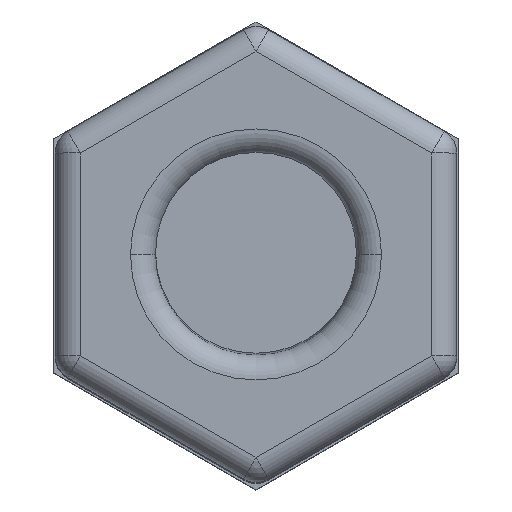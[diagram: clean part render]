
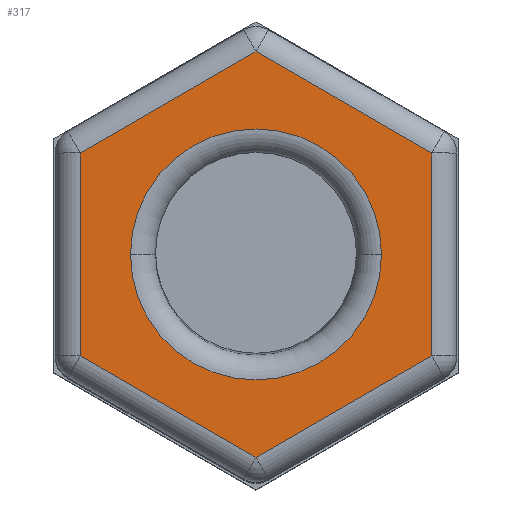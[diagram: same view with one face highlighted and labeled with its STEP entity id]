
A CAD part, top view. The second image highlights one B-rep face of the part: STEP entity #317.
In plain terms, the highlighted planar face has unit normal (0, 0, 1).
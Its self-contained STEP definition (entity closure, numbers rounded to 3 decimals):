
#94 = ORIENTED_EDGE ( 'NONE', *, *, #98, .T. ) ;
#98 = EDGE_CURVE ( 'NONE', #239, #1002, #1846, .T. ) ;
#173 = FACE_OUTER_BOUND ( 'NONE', #2478, .T. ) ;
#178 = VECTOR ( 'NONE', #698, 1000. ) ;
#225 = PLANE ( 'NONE',  #371 ) ;
#227 = VERTEX_POINT ( 'NONE', #324 ) ;
#229 = EDGE_CURVE ( 'NONE', #227, #2145, #2453, .T. ) ;
#239 = VERTEX_POINT ( 'NONE', #314 ) ;
#306 = VERTEX_POINT ( 'NONE', #1733 ) ;
#314 = CARTESIAN_POINT ( 'NONE',  ( -2.5, 0., 6. ) ) ;
#317 = ADVANCED_FACE ( 'NONE', ( #173, #1560 ), #225, .T. ) ;
#324 = CARTESIAN_POINT ( 'NONE',  ( 3.5, 2.021, 6. ) ) ;
#328 = VECTOR ( 'NONE', #2272, 1000. ) ;
#371 = AXIS2_PLACEMENT_3D ( 'NONE', #1372, #1964, #2320 ) ;
#516 = ORIENTED_EDGE ( 'NONE', *, *, #229, .T. ) ;
#537 = CARTESIAN_POINT ( 'NONE',  ( -0.25, 4.186, 6. ) ) ;
#543 = CARTESIAN_POINT ( 'NONE',  ( 0., 0., 6. ) ) ;
#550 = VERTEX_POINT ( 'NONE', #2077 ) ;
#568 = DIRECTION ( 'NONE',  ( 0., 0., -1. ) ) ;
#577 = EDGE_LOOP ( 'NONE', ( #2159, #94 ) ) ;
#603 = VERTEX_POINT ( 'NONE', #1089 ) ;
#607 = VERTEX_POINT ( 'NONE', #2485 ) ;
#613 = EDGE_CURVE ( 'NONE', #306, #550, #1482, .T. ) ;
#674 = EDGE_CURVE ( 'NONE', #2145, #607, #957, .T. ) ;
#681 = LINE ( 'NONE', #902, #178 ) ;
#698 = DIRECTION ( 'NONE',  ( 0., -1., 0. ) ) ;
#726 = VECTOR ( 'NONE', #2447, 1000. ) ;
#730 = AXIS2_PLACEMENT_3D ( 'NONE', #1604, #2210, #1461 ) ;
#839 = DIRECTION ( 'NONE',  ( 0., 1., 0. ) ) ;
#902 = CARTESIAN_POINT ( 'NONE',  ( -3.5, -2.309, 6. ) ) ;
#957 = LINE ( 'NONE', #1741, #1426 ) ;
#959 = EDGE_CURVE ( 'NONE', #550, #603, #2103, .T. ) ;
#982 = CARTESIAN_POINT ( 'NONE',  ( 0., 4.041, 6. ) ) ;
#1002 = VERTEX_POINT ( 'NONE', #1480 ) ;
#1017 = ORIENTED_EDGE ( 'NONE', *, *, #959, .T. ) ;
#1089 = CARTESIAN_POINT ( 'NONE',  ( 3.5, -2.021, 6. ) ) ;
#1176 = DIRECTION ( 'NONE',  ( -0.866, -0.5, 0. ) ) ;
#1250 = ORIENTED_EDGE ( 'NONE', *, *, #2268, .T. ) ;
#1329 = DIRECTION ( 'NONE',  ( 1., 0., 0. ) ) ;
#1372 = CARTESIAN_POINT ( 'NONE',  ( 0., 0., 6. ) ) ;
#1426 = VECTOR ( 'NONE', #1176, 1000. ) ;
#1461 = DIRECTION ( 'NONE',  ( 1., 0., 0. ) ) ;
#1478 = VECTOR ( 'NONE', #839, 1000. ) ;
#1480 = CARTESIAN_POINT ( 'NONE',  ( 2.5, 0., 6. ) ) ;
#1482 = LINE ( 'NONE', #2089, #328 ) ;
#1560 = FACE_BOUND ( 'NONE', #577, .T. ) ;
#1604 = CARTESIAN_POINT ( 'NONE',  ( 0., 0., 6. ) ) ;
#1733 = CARTESIAN_POINT ( 'NONE',  ( -3.5, -2.021, 6. ) ) ;
#1741 = CARTESIAN_POINT ( 'NONE',  ( -3.75, 1.876, 6. ) ) ;
#1846 = CIRCLE ( 'NONE', #730, 2.5 ) ;
#1852 = CIRCLE ( 'NONE', #2179, 2.5 ) ;
#1874 = DIRECTION ( 'NONE',  ( -0.866, 0.5, 0. ) ) ;
#1875 = ORIENTED_EDGE ( 'NONE', *, *, #674, .T. ) ;
#1964 = DIRECTION ( 'NONE',  ( 0., 0., 1. ) ) ;
#2077 = CARTESIAN_POINT ( 'NONE',  ( 0., -4.041, 6. ) ) ;
#2089 = CARTESIAN_POINT ( 'NONE',  ( 0.25, -4.186, 6. ) ) ;
#2103 = LINE ( 'NONE', #2483, #726 ) ;
#2145 = VERTEX_POINT ( 'NONE', #982 ) ;
#2153 = EDGE_CURVE ( 'NONE', #1002, #239, #1852, .T. ) ;
#2157 = ORIENTED_EDGE ( 'NONE', *, *, #2481, .T. ) ;
#2159 = ORIENTED_EDGE ( 'NONE', *, *, #2153, .T. ) ;
#2176 = VECTOR ( 'NONE', #1874, 1000. ) ;
#2179 = AXIS2_PLACEMENT_3D ( 'NONE', #543, #568, #1329 ) ;
#2203 = CARTESIAN_POINT ( 'NONE',  ( 3.5, 2.309, 6. ) ) ;
#2210 = DIRECTION ( 'NONE',  ( 0., 0., -1. ) ) ;
#2268 = EDGE_CURVE ( 'NONE', #603, #227, #2368, .T. ) ;
#2272 = DIRECTION ( 'NONE',  ( 0.866, -0.5, 0. ) ) ;
#2320 = DIRECTION ( 'NONE',  ( 1., 0., 0. ) ) ;
#2337 = ORIENTED_EDGE ( 'NONE', *, *, #613, .T. ) ;
#2368 = LINE ( 'NONE', #2203, #1478 ) ;
#2447 = DIRECTION ( 'NONE',  ( 0.866, 0.5, 0. ) ) ;
#2453 = LINE ( 'NONE', #537, #2176 ) ;
#2478 = EDGE_LOOP ( 'NONE', ( #2157, #2337, #1017, #1250, #516, #1875 ) ) ;
#2481 = EDGE_CURVE ( 'NONE', #607, #306, #681, .T. ) ;
#2483 = CARTESIAN_POINT ( 'NONE',  ( 3.75, -1.876, 6. ) ) ;
#2485 = CARTESIAN_POINT ( 'NONE',  ( -3.5, 2.021, 6. ) ) ;
